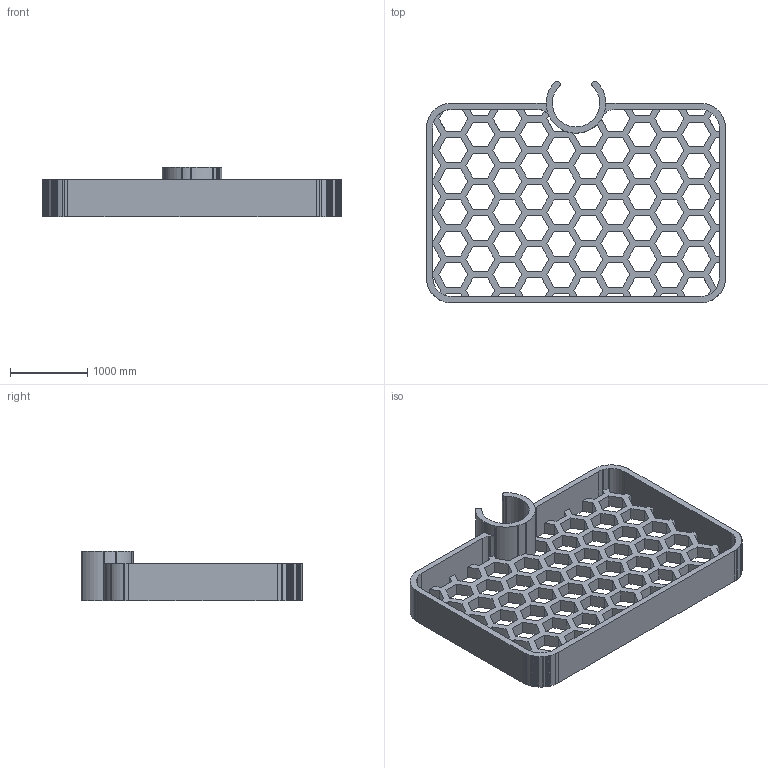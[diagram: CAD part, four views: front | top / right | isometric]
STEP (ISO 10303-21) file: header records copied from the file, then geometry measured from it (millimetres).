
FILE_DESCRIPTION(/* description */ ('STEP AP203'),/* implementation_level */ '2;1');
FILE_NAME(/* name */ 'output.step',/* time_stamp */ '2025-02-23T02:19:57Z',/* author */ ('Marcus'),/* organization */ ('Marcus'),/* preprocessor_version */ 'Wrote this manually',/* originating_system */ 'Wrote this manually',/* authorisation */ ' ');
FILE_SCHEMA (('CONFIG_CONTROL_DESIGN'));
Length unit declared in the file: inch
Products named in the file (1): Part 1
Bounding box: 3870.96 x 2866.06 x 645.16 mm (x, y, z)
Surface area: 32492035.4 mm2 (no closed solid volume)
Topology: 0 solids, 1 shells, 589 faces, 1919 edges, 1299 vertices
Faces by surface type: plane 543, cylinder 46
Entity records: 26825 total; most frequent: ORIENTED_EDGE 4988, EDGE_CURVE 3849, LINE 3759, VECTOR 3712, CARTESIAN_POINT 2845, VERTEX_POINT 2703, DIRECTION 1594, EDGE_LOOP 719
